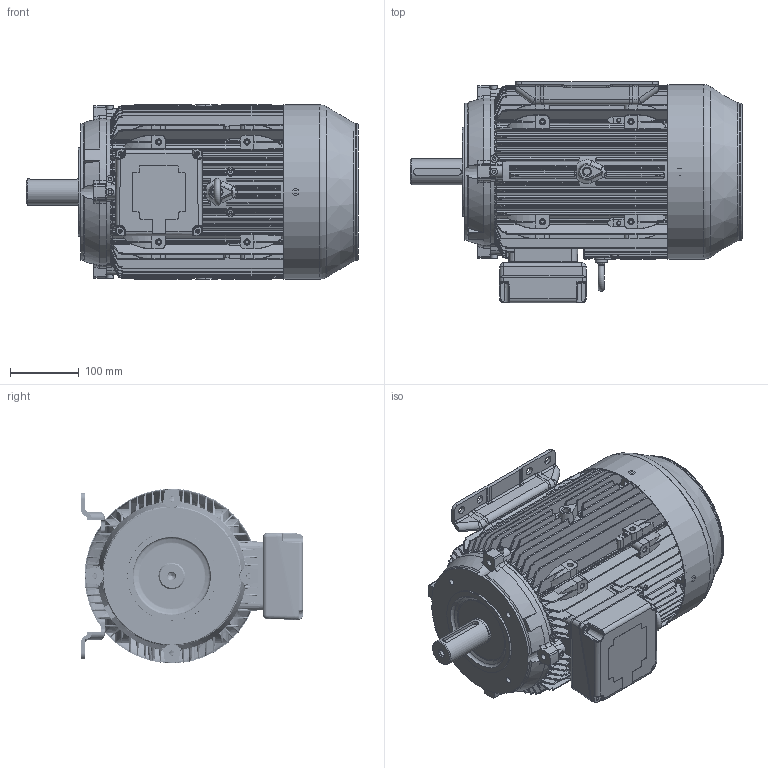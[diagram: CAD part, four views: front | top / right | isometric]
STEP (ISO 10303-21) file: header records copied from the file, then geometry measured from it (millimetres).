
FILE_DESCRIPTION( ( 'Unknown' ), '1' );
FILE_NAME( 'WP-DA132SX B34.stp', 'Unknown', ( 'Unknown' ), ( 'Unknown' ), 'PSStep 17.0.49', 'Unknown', ' ' );
FILE_SCHEMA( ( 'AUTOMOTIVE_DESIGN { 1 0 10303 214 1 1 1 1 }' ) );
Length unit declared in the file: millimetre
Products named in the file (2): 1; 2
Bounding box: 484.5 x 323.1 x 254.8 mm (x, y, z)
Volume: 3207113.7 mm3; surface area: 1511293 mm2
Topology: 2 solids, 3 shells, 4294 faces, 10823 edges, 6527 vertices
Faces by surface type: cylinder 1411, bspline 1208, plane 875, cone 405, torus 201, sphere 194
Full cylindrical faces by diameter (mm): 3.17 x4, 4 x4, 4.5 x4, 5 x8, 5.5 x5, 5.8 x4, 6.2 x11, 6.5 x6, 7 x4, 8.2 x8, 8.35 x8, 8.682 x4, 8.9 x4, 10 x8, 10.106 x2, 10.25 x2, 11 x4, 11.9 x8, 17 x1, 38 x1, 39 x1, 39.5 x1, 40 x1, 51.9 x1, 69.9 x1, 79.9 x1, 130.1 x1, 198 x1, 200 x1, 202.984 x1
Entity records: 305438 total; most frequent: CARTESIAN_POINT 179714, ORIENTED_EDGE 20548, DIRECTION 17132, EDGE_CURVE 10274, AXIS2_PLACEMENT_3D 7189, VERTEX_POINT 6347, EDGE_LOOP 4713, FACE_OUTER_BOUND 4422
